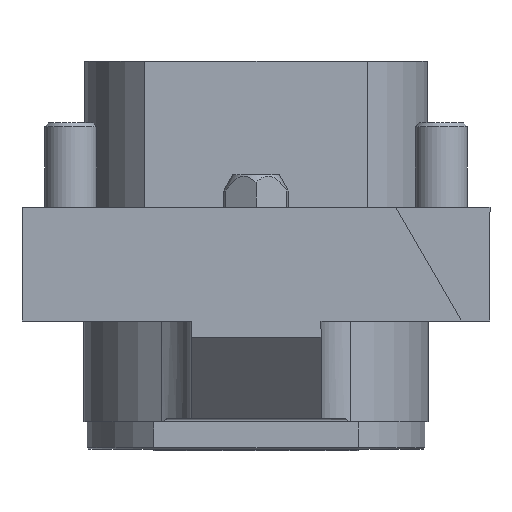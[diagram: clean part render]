
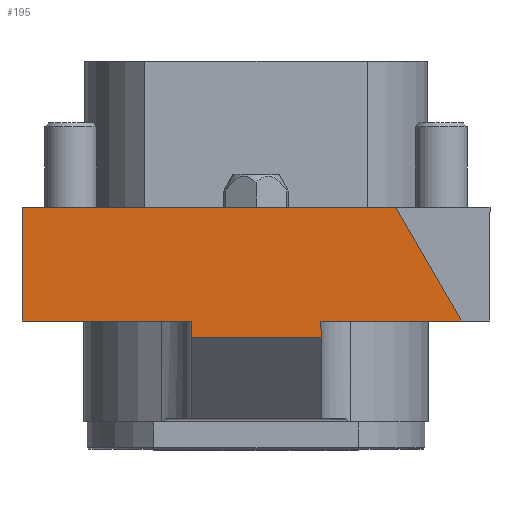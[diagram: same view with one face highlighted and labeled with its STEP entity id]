
A CAD part, left-side view. The second image highlights one B-rep face of the part: STEP entity #195.
In plain terms, the highlighted planar face has unit normal (-1, 0, 0).
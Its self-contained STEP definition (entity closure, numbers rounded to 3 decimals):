
#110=FACE_OUTER_BOUND('',#689,.T.);
#195=ADVANCED_FACE('',(#110),#280,.T.);
#280=PLANE('',#1772);
#354=LINE('',#2448,#487);
#367=LINE('',#2484,#500);
#380=LINE('',#2526,#513);
#400=LINE('',#2569,#533);
#403=LINE('',#2602,#536);
#409=LINE('',#2614,#542);
#410=LINE('',#2616,#543);
#411=LINE('',#2617,#544);
#487=VECTOR('',#1926,1.);
#500=VECTOR('',#1953,1.);
#513=VECTOR('',#1986,1.);
#533=VECTOR('',#2018,1.);
#536=VECTOR('',#2065,1.);
#542=VECTOR('',#2083,1.);
#543=VECTOR('',#2084,1.);
#544=VECTOR('',#2085,1.);
#689=EDGE_LOOP('',(#917,#918,#919,#920,#921,#922,#923,#924));
#917=ORIENTED_EDGE('',*,*,#1445,.T.);
#918=ORIENTED_EDGE('',*,*,#1485,.T.);
#919=ORIENTED_EDGE('',*,*,#1486,.F.);
#920=ORIENTED_EDGE('',*,*,#1425,.T.);
#921=ORIENTED_EDGE('',*,*,#1468,.T.);
#922=ORIENTED_EDGE('',*,*,#1487,.T.);
#923=ORIENTED_EDGE('',*,*,#1407,.T.);
#924=ORIENTED_EDGE('',*,*,#1479,.F.);
#1250=VERTEX_POINT('',#2447);
#1251=VERTEX_POINT('',#2449);
#1266=VERTEX_POINT('',#2483);
#1267=VERTEX_POINT('',#2485);
#1285=VERTEX_POINT('',#2525);
#1286=VERTEX_POINT('',#2527);
#1302=VERTEX_POINT('',#2568);
#1311=VERTEX_POINT('',#2615);
#1407=EDGE_CURVE('',#1251,#1250,#354,.T.);
#1425=EDGE_CURVE('',#1267,#1266,#367,.T.);
#1445=EDGE_CURVE('',#1286,#1285,#380,.T.);
#1468=EDGE_CURVE('',#1266,#1302,#400,.T.);
#1479=EDGE_CURVE('',#1286,#1250,#403,.T.);
#1485=EDGE_CURVE('',#1285,#1311,#409,.T.);
#1486=EDGE_CURVE('',#1267,#1311,#410,.T.);
#1487=EDGE_CURVE('',#1302,#1251,#411,.T.);
#1772=AXIS2_PLACEMENT_3D('',#2618,#2086,#2087);
#1926=DIRECTION('',(0.,1.,0.));
#1953=DIRECTION('',(0.,0.,1.));
#1986=DIRECTION('',(0.,-1.,0.));
#2018=DIRECTION('',(0.,-1.,0.));
#2065=DIRECTION('',(0.,0.,1.));
#2083=DIRECTION('',(0.,0.,-1.));
#2084=DIRECTION('',(0.,1.,0.));
#2085=DIRECTION('',(0.,0.5,0.866));
#2086=DIRECTION('',(-1.,0.,0.));
#2087=DIRECTION('',(0.,0.,1.));
#2447=CARTESIAN_POINT('',(-125.,72.,0.));
#2448=CARTESIAN_POINT('',(-125.,-43.,0.));
#2449=CARTESIAN_POINT('',(-125.,-43.,0.));
#2483=CARTESIAN_POINT('',(-125.,-20.,-35.));
#2484=CARTESIAN_POINT('',(-125.,-20.,-40.));
#2485=CARTESIAN_POINT('',(-125.,-20.,-40.));
#2525=CARTESIAN_POINT('',(-125.,20.,-35.));
#2526=CARTESIAN_POINT('',(-125.,71.,-35.));
#2527=CARTESIAN_POINT('',(-125.,72.,-35.));
#2568=CARTESIAN_POINT('',(-125.,-63.207,-35.));
#2569=CARTESIAN_POINT('',(-125.,-20.,-35.));
#2602=CARTESIAN_POINT('',(-125.,72.,0.));
#2614=CARTESIAN_POINT('',(-125.,20.,-35.));
#2615=CARTESIAN_POINT('',(-125.,20.,-40.));
#2616=CARTESIAN_POINT('',(-125.,-20.,-40.));
#2617=CARTESIAN_POINT('',(-125.,-62.63,-34.));
#2618=CARTESIAN_POINT('',(-125.,-72.,-66.));
